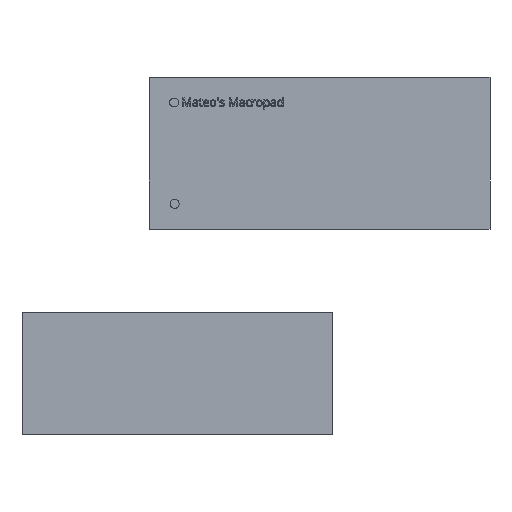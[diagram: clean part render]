
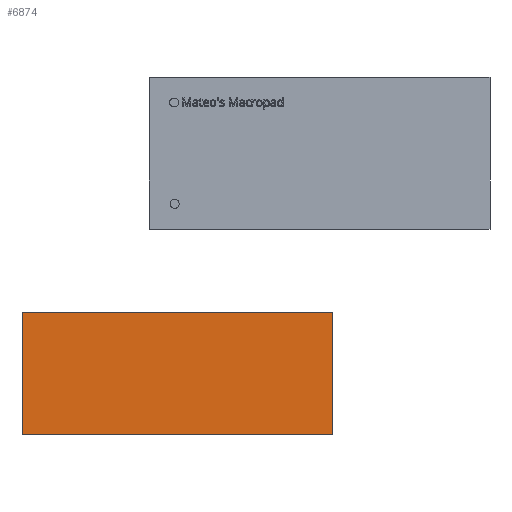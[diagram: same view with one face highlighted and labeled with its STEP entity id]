
A CAD part, front view. The second image highlights one B-rep face of the part: STEP entity #6874.
In plain terms, the highlighted planar face has unit normal (0, -1, 0).
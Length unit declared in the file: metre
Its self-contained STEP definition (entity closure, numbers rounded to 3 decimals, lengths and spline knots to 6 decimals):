
#603=ORIENTED_EDGE('',*,*,#2697,.T.);
#604=ORIENTED_EDGE('',*,*,#2707,.T.);
#605=ORIENTED_EDGE('',*,*,#2704,.F.);
#606=ORIENTED_EDGE('',*,*,#2701,.F.);
#2697=EDGE_CURVE('',#3754,#3755,#4460,.T.);
#2701=EDGE_CURVE('',#3754,#3758,#4464,.T.);
#2704=EDGE_CURVE('',#3758,#3760,#4467,.T.);
#2707=EDGE_CURVE('',#3755,#3760,#4470,.T.);
#3754=VERTEX_POINT('',#8998);
#3755=VERTEX_POINT('',#8999);
#3758=VERTEX_POINT('',#9007);
#3760=VERTEX_POINT('',#9013);
#4460=LINE('',#8997,#5139);
#4464=LINE('',#9006,#5143);
#4467=LINE('',#9012,#5146);
#4470=LINE('',#9018,#5149);
#5139=VECTOR('',#7634,1.);
#5143=VECTOR('',#7640,1.);
#5146=VECTOR('',#7645,1.);
#5149=VECTOR('',#7650,1.);
#5823=EDGE_LOOP('',(#603,#604,#605,#606));
#6252=FACE_BOUND('',#5823,.T.);
#6681=PLANE('',#7293);
#6874=ADVANCED_FACE('',(#6252),#6681,.F.);
#7293=AXIS2_PLACEMENT_3D('',#9021,#7654,#7655);
#7634=DIRECTION('',(-1.,0.,0.));
#7640=DIRECTION('',(0.,0.,-1.));
#7645=DIRECTION('',(-1.,0.,0.));
#7650=DIRECTION('',(0.,0.,-1.));
#7654=DIRECTION('',(0.,1.,0.));
#7655=DIRECTION('',(1.,0.,0.));
#8997=CARTESIAN_POINT('',(-0.04779,0.,-0.053472));
#8998=CARTESIAN_POINT('',(0.004448,0.,-0.053472));
#8999=CARTESIAN_POINT('',(-0.100027,0.,-0.053472));
#9006=CARTESIAN_POINT('',(0.004448,0.,-0.073997));
#9007=CARTESIAN_POINT('',(0.004448,0.,-0.094522));
#9012=CARTESIAN_POINT('',(-0.04779,0.,-0.094522));
#9013=CARTESIAN_POINT('',(-0.100027,0.,-0.094522));
#9018=CARTESIAN_POINT('',(-0.100027,0.,-0.073997));
#9021=CARTESIAN_POINT('',(-0.04779,0.,-0.073997));
